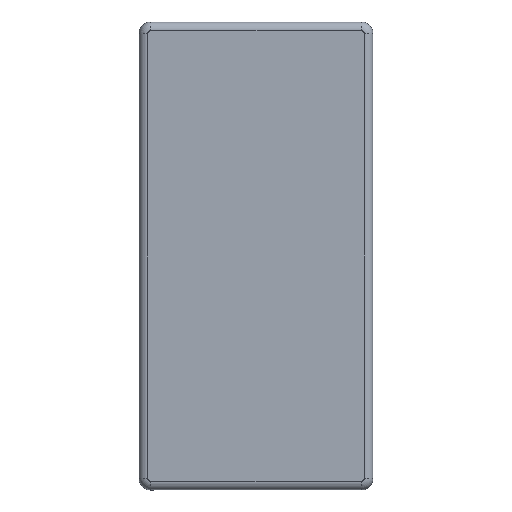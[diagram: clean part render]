
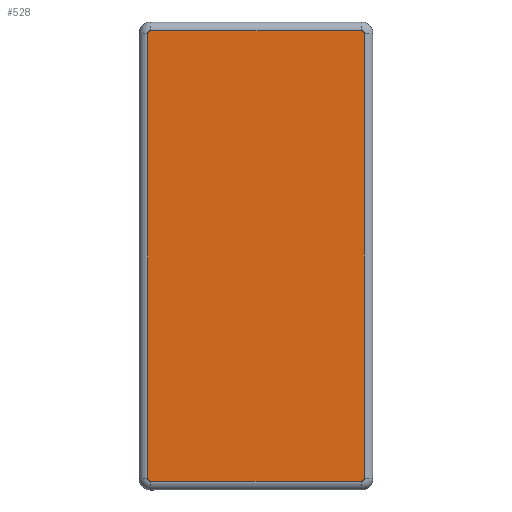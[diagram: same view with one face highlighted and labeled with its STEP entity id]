
A CAD part, front view. The second image highlights one B-rep face of the part: STEP entity #528.
In plain terms, the highlighted planar face has unit normal (0, -1, 0).
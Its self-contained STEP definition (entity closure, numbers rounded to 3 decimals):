
#1 = VECTOR ( 'NONE', #29, 1000. ) ;
#2 = CARTESIAN_POINT ( 'NONE',  ( -36., -4., 76. ) ) ;
#5 = PLANE ( 'NONE',  #405 ) ;
#8 = ORIENTED_EDGE ( 'NONE', *, *, #162, .F. ) ;
#10 = EDGE_LOOP ( 'NONE', ( #24, #73, #240, #41, #8, #171, #82, #17 ) ) ;
#17 = ORIENTED_EDGE ( 'NONE', *, *, #316, .F. ) ;
#22 = LINE ( 'NONE', #361, #352 ) ;
#24 = ORIENTED_EDGE ( 'NONE', *, *, #349, .F. ) ;
#26 = CARTESIAN_POINT ( 'NONE',  ( -37., -4., -76. ) ) ;
#28 = VECTOR ( 'NONE', #391, 1000. ) ;
#29 = DIRECTION ( 'NONE',  ( -1., 0., 0. ) ) ;
#34 = CIRCLE ( 'NONE', #311, 1. ) ;
#41 = ORIENTED_EDGE ( 'NONE', *, *, #234, .F. ) ;
#70 = CARTESIAN_POINT ( 'NONE',  ( 37., -4., -76. ) ) ;
#72 = VERTEX_POINT ( 'NONE', #273 ) ;
#73 = ORIENTED_EDGE ( 'NONE', *, *, #536, .F. ) ;
#75 = CARTESIAN_POINT ( 'NONE',  ( 18., -4., -77. ) ) ;
#82 = ORIENTED_EDGE ( 'NONE', *, *, #128, .F. ) ;
#90 = CARTESIAN_POINT ( 'NONE',  ( 37., -4., 38. ) ) ;
#92 = DIRECTION ( 'NONE',  ( 0., 0., 1. ) ) ;
#113 = CARTESIAN_POINT ( 'NONE',  ( -37., -4., 76. ) ) ;
#122 = CARTESIAN_POINT ( 'NONE',  ( -36., -4., -77. ) ) ;
#123 = CIRCLE ( 'NONE', #495, 1. ) ;
#128 = EDGE_CURVE ( 'NONE', #300, #249, #310, .T. ) ;
#129 = CARTESIAN_POINT ( 'NONE',  ( 0., -4., 0. ) ) ;
#131 = DIRECTION ( 'NONE',  ( 0., 0., 1. ) ) ;
#153 = LINE ( 'NONE', #75, #1 ) ;
#162 = EDGE_CURVE ( 'NONE', #72, #172, #22, .T. ) ;
#171 = ORIENTED_EDGE ( 'NONE', *, *, #543, .F. ) ;
#172 = VERTEX_POINT ( 'NONE', #522 ) ;
#192 = VERTEX_POINT ( 'NONE', #70 ) ;
#207 = VERTEX_POINT ( 'NONE', #407 ) ;
#216 = DIRECTION ( 'NONE',  ( -1., 0., 0. ) ) ;
#222 = DIRECTION ( 'NONE',  ( 0., 1., 0. ) ) ;
#234 = EDGE_CURVE ( 'NONE', #172, #207, #321, .T. ) ;
#240 = ORIENTED_EDGE ( 'NONE', *, *, #490, .F. ) ;
#245 = DIRECTION ( 'NONE',  ( 0., 0., -1. ) ) ;
#249 = VERTEX_POINT ( 'NONE', #113 ) ;
#253 = FACE_OUTER_BOUND ( 'NONE', #10, .T. ) ;
#264 = CIRCLE ( 'NONE', #354, 1. ) ;
#273 = CARTESIAN_POINT ( 'NONE',  ( -36., -4., 77. ) ) ;
#280 = VERTEX_POINT ( 'NONE', #325 ) ;
#284 = DIRECTION ( 'NONE',  ( 1., 0., 0. ) ) ;
#297 = CARTESIAN_POINT ( 'NONE',  ( -36., -4., -76. ) ) ;
#300 = VERTEX_POINT ( 'NONE', #26 ) ;
#306 = DIRECTION ( 'NONE',  ( 0., 1., 0. ) ) ;
#310 = LINE ( 'NONE', #487, #541 ) ;
#311 = AXIS2_PLACEMENT_3D ( 'NONE', #297, #334, #216 ) ;
#316 = EDGE_CURVE ( 'NONE', #426, #300, #34, .T. ) ;
#321 = CIRCLE ( 'NONE', #530, 1. ) ;
#325 = CARTESIAN_POINT ( 'NONE',  ( 36., -4., -77. ) ) ;
#334 = DIRECTION ( 'NONE',  ( 0., 1., 0. ) ) ;
#349 = EDGE_CURVE ( 'NONE', #280, #426, #153, .T. ) ;
#350 = DIRECTION ( 'NONE',  ( 0., 1., 0. ) ) ;
#352 = VECTOR ( 'NONE', #284, 1000. ) ;
#354 = AXIS2_PLACEMENT_3D ( 'NONE', #470, #222, #506 ) ;
#361 = CARTESIAN_POINT ( 'NONE',  ( -18., -4., 77. ) ) ;
#391 = DIRECTION ( 'NONE',  ( 0., 0., -1. ) ) ;
#405 = AXIS2_PLACEMENT_3D ( 'NONE', #129, #350, #92 ) ;
#407 = CARTESIAN_POINT ( 'NONE',  ( 37., -4., 76. ) ) ;
#426 = VERTEX_POINT ( 'NONE', #122 ) ;
#456 = DIRECTION ( 'NONE',  ( 0., 1., 0. ) ) ;
#470 = CARTESIAN_POINT ( 'NONE',  ( 36., -4., -76. ) ) ;
#479 = DIRECTION ( 'NONE',  ( 0., 0., 1. ) ) ;
#487 = CARTESIAN_POINT ( 'NONE',  ( -37., -4., -38. ) ) ;
#490 = EDGE_CURVE ( 'NONE', #207, #192, #501, .T. ) ;
#495 = AXIS2_PLACEMENT_3D ( 'NONE', #2, #306, #131 ) ;
#501 = LINE ( 'NONE', #90, #28 ) ;
#506 = DIRECTION ( 'NONE',  ( 1., 0., 0. ) ) ;
#522 = CARTESIAN_POINT ( 'NONE',  ( 36., -4., 77. ) ) ;
#527 = CARTESIAN_POINT ( 'NONE',  ( 36., -4., 76. ) ) ;
#528 = ADVANCED_FACE ( 'NONE', ( #253 ), #5, .F. ) ;
#530 = AXIS2_PLACEMENT_3D ( 'NONE', #527, #456, #245 ) ;
#536 = EDGE_CURVE ( 'NONE', #192, #280, #264, .T. ) ;
#541 = VECTOR ( 'NONE', #479, 1000. ) ;
#543 = EDGE_CURVE ( 'NONE', #249, #72, #123, .T. ) ;
